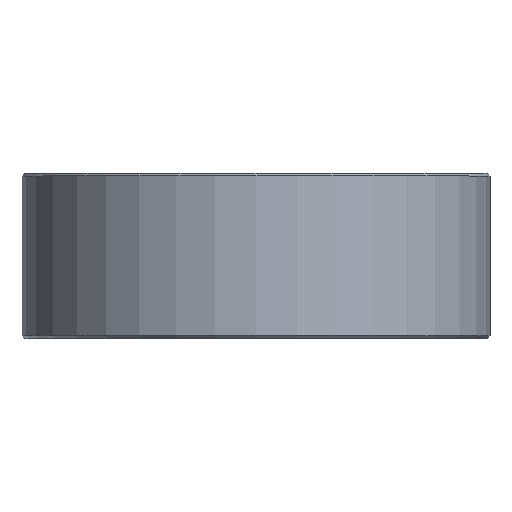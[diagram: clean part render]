
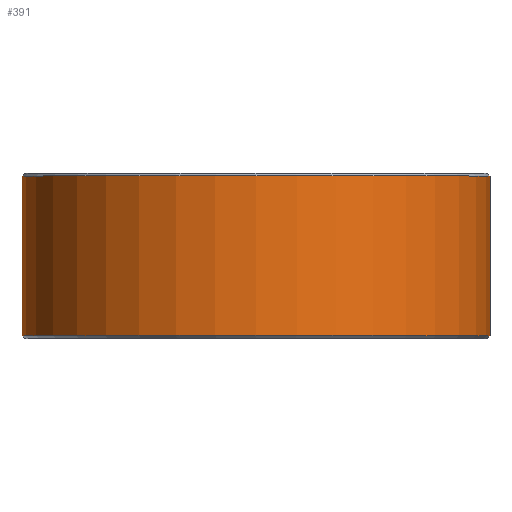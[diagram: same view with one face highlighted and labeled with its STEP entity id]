
A CAD part, top view. The second image highlights one B-rep face of the part: STEP entity #391.
In plain terms, the highlighted cylindrical face has radius 8.5 mm (diameter 17 mm), a full revolution.
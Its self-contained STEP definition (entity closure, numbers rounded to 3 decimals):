
#32=CYLINDRICAL_SURFACE('',#454,8.5);
#59=FACE_OUTER_BOUND('',#85,.T.);
#85=EDGE_LOOP('',(#299,#300,#301,#302,#303,#304));
#111=LINE('',#671,#135);
#135=VECTOR('',#543,8.5);
#164=CIRCLE('',#452,8.5);
#165=CIRCLE('',#453,8.5);
#166=CIRCLE('',#455,8.5);
#167=CIRCLE('',#456,8.5);
#192=VERTEX_POINT('',#661);
#193=VERTEX_POINT('',#662);
#194=VERTEX_POINT('',#667);
#195=VERTEX_POINT('',#668);
#231=EDGE_CURVE('',#192,#193,#164,.T.);
#232=EDGE_CURVE('',#193,#192,#165,.T.);
#234=EDGE_CURVE('',#194,#195,#166,.T.);
#235=EDGE_CURVE('',#195,#194,#167,.T.);
#236=EDGE_CURVE('',#195,#193,#111,.T.);
#299=ORIENTED_EDGE('',*,*,#234,.F.);
#300=ORIENTED_EDGE('',*,*,#235,.F.);
#301=ORIENTED_EDGE('',*,*,#236,.T.);
#302=ORIENTED_EDGE('',*,*,#231,.F.);
#303=ORIENTED_EDGE('',*,*,#232,.F.);
#304=ORIENTED_EDGE('',*,*,#236,.F.);
#391=ADVANCED_FACE('',(#59),#32,.T.);
#452=AXIS2_PLACEMENT_3D('',#663,#532,#533);
#453=AXIS2_PLACEMENT_3D('',#664,#534,#535);
#454=AXIS2_PLACEMENT_3D('',#666,#537,#538);
#455=AXIS2_PLACEMENT_3D('',#669,#539,#540);
#456=AXIS2_PLACEMENT_3D('',#670,#541,#542);
#532=DIRECTION('center_axis',(0.,1.,0.));
#533=DIRECTION('ref_axis',(-1.,0.,0.));
#534=DIRECTION('center_axis',(0.,1.,0.));
#535=DIRECTION('ref_axis',(-1.,0.,0.));
#537=DIRECTION('center_axis',(0.,1.,0.));
#538=DIRECTION('ref_axis',(1.,0.,0.));
#539=DIRECTION('center_axis',(0.,-1.,0.));
#540=DIRECTION('ref_axis',(-1.,0.,0.));
#541=DIRECTION('center_axis',(0.,-1.,0.));
#542=DIRECTION('ref_axis',(-1.,0.,0.));
#543=DIRECTION('',(0.,1.,0.));
#661=CARTESIAN_POINT('',(8.5,5.9,0.));
#662=CARTESIAN_POINT('',(-8.5,5.9,0.));
#663=CARTESIAN_POINT('Origin',(0.,5.9,0.));
#664=CARTESIAN_POINT('Origin',(0.,5.9,0.));
#666=CARTESIAN_POINT('Origin',(0.,4.5,0.));
#667=CARTESIAN_POINT('',(8.5,0.1,0.));
#668=CARTESIAN_POINT('',(-8.5,0.1,0.));
#669=CARTESIAN_POINT('Origin',(0.,0.1,0.));
#670=CARTESIAN_POINT('Origin',(0.,0.1,0.));
#671=CARTESIAN_POINT('',(-8.5,4.5,0.));
